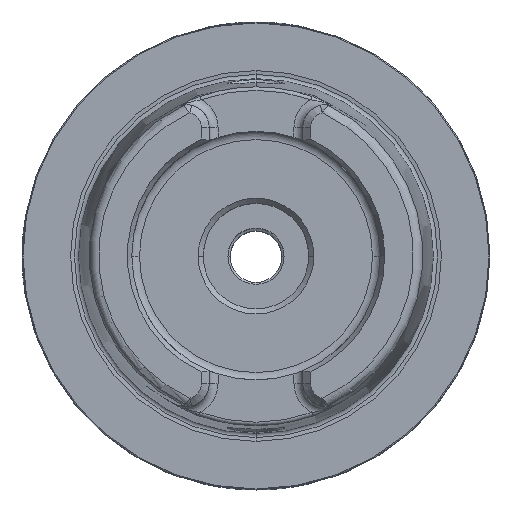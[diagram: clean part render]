
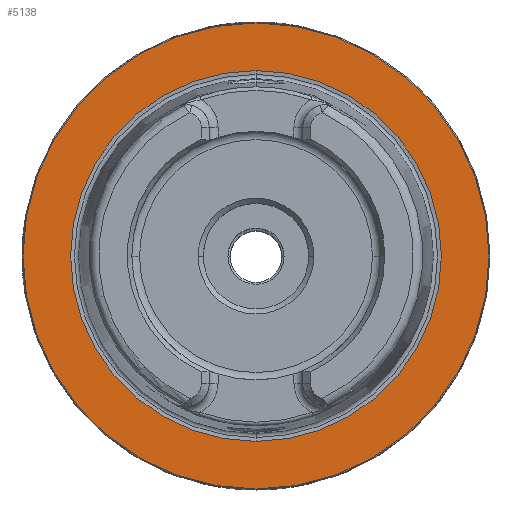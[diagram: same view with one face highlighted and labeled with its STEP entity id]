
A CAD part, top view. The second image highlights one B-rep face of the part: STEP entity #5138.
In plain terms, the highlighted planar face has unit normal (0, 0, 1).
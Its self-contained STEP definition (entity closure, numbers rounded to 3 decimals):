
#264 = CIRCLE ( 'NONE', #4495, 39.59 ) ;
#443 = VERTEX_POINT ( 'NONE', #10863 ) ;
#696 = CARTESIAN_POINT ( 'NONE',  ( 0., 0., 0. ) ) ;
#872 = CIRCLE ( 'NONE', #9599, 39.59 ) ;
#965 = DIRECTION ( 'NONE',  ( 0., 0., 1. ) ) ;
#1524 = DIRECTION ( 'NONE',  ( 0., 1., 0. ) ) ;
#1922 = CARTESIAN_POINT ( 'NONE',  ( 0., 0., 0. ) ) ;
#2315 = DIRECTION ( 'NONE',  ( 0., 0., 1. ) ) ;
#2770 = DIRECTION ( 'NONE',  ( 0., 1., 0. ) ) ;
#3435 = FACE_OUTER_BOUND ( 'NONE', #10791, .T. ) ;
#3520 = CARTESIAN_POINT ( 'NONE',  ( 0., 39.59, 0. ) ) ;
#3599 = EDGE_LOOP ( 'NONE', ( #10873, #11107 ) ) ;
#3602 = CARTESIAN_POINT ( 'NONE',  ( 0., -39.59, 0. ) ) ;
#3621 = ORIENTED_EDGE ( 'NONE', *, *, #9385, .T. ) ;
#3699 = FACE_BOUND ( 'NONE', #3599, .T. ) ;
#3978 = VERTEX_POINT ( 'NONE', #4605 ) ;
#4316 = CARTESIAN_POINT ( 'NONE',  ( 0., 49.965, 0. ) ) ;
#4406 = AXIS2_PLACEMENT_3D ( 'NONE', #7485, #2315, #8298 ) ;
#4495 = AXIS2_PLACEMENT_3D ( 'NONE', #696, #6715, #1524 ) ;
#4605 = CARTESIAN_POINT ( 'NONE',  ( 0., 49.765, 0. ) ) ;
#5138 = ADVANCED_FACE ( 'NONE', ( #3435, #3699 ), #5198, .T. ) ;
#5198 = PLANE ( 'NONE',  #5545 ) ;
#5240 = DIRECTION ( 'NONE',  ( 0., -1., 0. ) ) ;
#5545 = AXIS2_PLACEMENT_3D ( 'NONE', #4316, #10356, #5240 ) ;
#6175 = CARTESIAN_POINT ( 'NONE',  ( 0., 0., 0. ) ) ;
#6715 = DIRECTION ( 'NONE',  ( 0., 0., -1. ) ) ;
#7009 = DIRECTION ( 'NONE',  ( 0., -1., 0. ) ) ;
#7357 = CIRCLE ( 'NONE', #4406, 49.765 ) ;
#7485 = CARTESIAN_POINT ( 'NONE',  ( 0., 0., 0. ) ) ;
#7700 = VERTEX_POINT ( 'NONE', #3520 ) ;
#7931 = DIRECTION ( 'NONE',  ( 0., 0., -1. ) ) ;
#8298 = DIRECTION ( 'NONE',  ( 0., -1., 0. ) ) ;
#8549 = VERTEX_POINT ( 'NONE', #3602 ) ;
#9086 = ORIENTED_EDGE ( 'NONE', *, *, #10987, .T. ) ;
#9222 = AXIS2_PLACEMENT_3D ( 'NONE', #6175, #965, #7009 ) ;
#9385 = EDGE_CURVE ( 'NONE', #443, #3978, #7357, .T. ) ;
#9436 = EDGE_CURVE ( 'NONE', #8549, #7700, #264, .T. ) ;
#9599 = AXIS2_PLACEMENT_3D ( 'NONE', #1922, #7931, #2770 ) ;
#10016 = CIRCLE ( 'NONE', #9222, 49.765 ) ;
#10356 = DIRECTION ( 'NONE',  ( 0., 0., 1. ) ) ;
#10791 = EDGE_LOOP ( 'NONE', ( #3621, #9086 ) ) ;
#10863 = CARTESIAN_POINT ( 'NONE',  ( 0., -49.765, 0. ) ) ;
#10873 = ORIENTED_EDGE ( 'NONE', *, *, #9436, .T. ) ;
#10987 = EDGE_CURVE ( 'NONE', #3978, #443, #10016, .T. ) ;
#11040 = EDGE_CURVE ( 'NONE', #7700, #8549, #872, .T. ) ;
#11107 = ORIENTED_EDGE ( 'NONE', *, *, #11040, .T. ) ;
